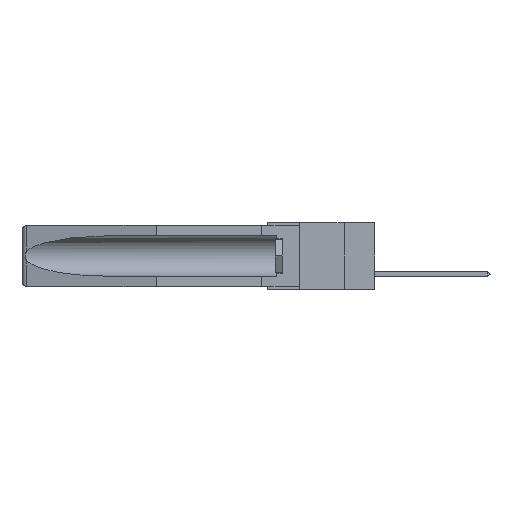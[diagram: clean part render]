
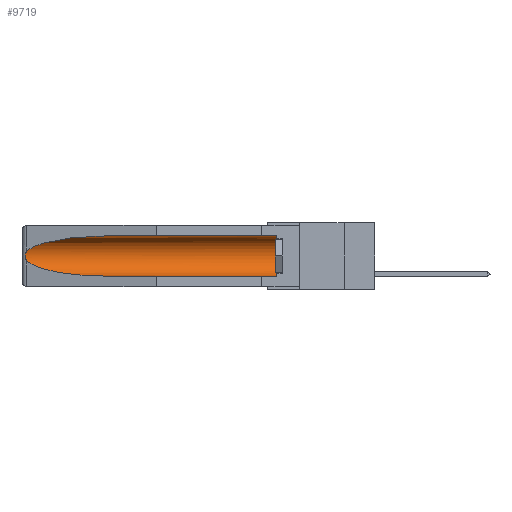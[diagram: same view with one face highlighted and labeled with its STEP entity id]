
A CAD part, left-side view. The second image highlights one B-rep face of the part: STEP entity #9719.
In plain terms, the highlighted cylindrical face has radius 2.857 mm (diameter 5.715 mm), a partial arc.
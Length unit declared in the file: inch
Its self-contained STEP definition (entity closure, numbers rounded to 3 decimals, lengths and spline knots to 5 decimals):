
#713 = CARTESIAN_POINT ( 'NONE',  ( 0.155, 1.07973, -0.284 ) ) ;
#1763 = VERTEX_POINT ( 'NONE', #29826 ) ;
#3089 = VERTEX_POINT ( 'NONE', #8751 ) ;
#3818 = CARTESIAN_POINT ( 'NONE',  ( 0.25451, 1.48313, -0.09465 ) ) ;
#3905 = DIRECTION ( 'NONE',  ( 0., -1., 0. ) ) ;
#4052 = ORIENTED_EDGE ( 'NONE', *, *, #23510, .T. ) ;
#5005 = CARTESIAN_POINT ( 'NONE',  ( 0.155, -0.30754, -0.059 ) ) ;
#5072 = EDGE_CURVE ( 'NONE', #22864, #1763, #14200, .T. ) ;
#5133 = DIRECTION ( 'NONE',  ( 0., 1., 0. ) ) ;
#5584 = CARTESIAN_POINT ( 'NONE',  ( 0.25451, 1.48313, -0.24835 ) ) ;
#6766 = VERTEX_POINT ( 'NONE', #7201 ) ;
#7201 = CARTESIAN_POINT ( 'NONE',  ( 0.155, 1.07973, -0.059 ) ) ;
#8036 = ORIENTED_EDGE ( 'NONE', *, *, #5072, .F. ) ;
#8112 = CARTESIAN_POINT ( 'NONE',  ( 0.21114, 1.30732, -0.284 ) ) ;
#8751 = CARTESIAN_POINT ( 'NONE',  ( 0.26537, 1.52718, -0.19328 ) ) ;
#9719 = ADVANCED_FACE ( 'NONE', ( #28194 ), #12871, .F. ) ;
#12272 = CARTESIAN_POINT ( 'NONE',  ( 0.155, -0.30754, -0.284 ) ) ;
#12423 = EDGE_CURVE ( 'NONE', #22864, #15903, #17431, .T. ) ;
#12871 = CYLINDRICAL_SURFACE ( 'NONE', #14472, 0.1125 ) ;
#13165 = LINE ( 'NONE', #5005, #20600 ) ;
#13734 = CARTESIAN_POINT ( 'NONE',  ( 0.2675, 1.53308, -0.16763 ) ) ;
#13908 = DIRECTION ( 'NONE',  ( 0., 0., 1. ) ) ;
#14038 = CARTESIAN_POINT ( 'NONE',  ( 0.155, 1.07973, -0.059 ) ) ;
#14200 = LINE ( 'NONE', #12272, #17328 ) ;
#14259 = CARTESIAN_POINT ( 'NONE',  ( 0.155, -0.30754, -0.1715 ) ) ;
#14290 = CARTESIAN_POINT ( 'NONE',  ( 0.2675, 1.53308, -0.17534 ) ) ;
#14372 = DIRECTION ( 'NONE',  ( 0., 0., 1. ) ) ;
#14472 = AXIS2_PLACEMENT_3D ( 'NONE', #14259, #24338, #14372 ) ;
#15457 = CARTESIAN_POINT ( 'NONE',  ( 0.26537, 1.52718, -0.19328 ) ) ;
#15854 = CARTESIAN_POINT ( 'NONE',  ( 0.26654, 1.53092, -0.15636 ) ) ;
#15903 = VERTEX_POINT ( 'NONE', #21919 ) ;
#17328 = VECTOR ( 'NONE', #5133, 39.37008 ) ;
#17431 = CIRCLE ( 'NONE', #24612, 0.1125 ) ;
#17966 = EDGE_CURVE ( 'NONE', #15903, #6766, #13165, .T. ) ;
#19189 =( BOUNDED_CURVE ( )  B_SPLINE_CURVE ( 3, ( #14038, #28757, #3818, #21354 ),
 .UNSPECIFIED., .F., .F. ) 
 B_SPLINE_CURVE_WITH_KNOTS ( ( 4, 4 ),
 ( 4.71239, 6.08839 ),
 .UNSPECIFIED. ) 
 CURVE ( )  GEOMETRIC_REPRESENTATION_ITEM ( )  RATIONAL_B_SPLINE_CURVE ( ( 1., 0.848, 0.848, 1. ) ) 
 REPRESENTATION_ITEM ( '' )  );
#19305 = CARTESIAN_POINT ( 'NONE',  ( 0.26597, 1.5296, -0.19026 ) ) ;
#20600 = VECTOR ( 'NONE', #24979, 39.37008 ) ;
#21354 = CARTESIAN_POINT ( 'NONE',  ( 0.26537, 1.52718, -0.14972 ) ) ;
#21492 = CARTESIAN_POINT ( 'NONE',  ( 0.26537, 1.52718, -0.19328 ) ) ;
#21919 = CARTESIAN_POINT ( 'NONE',  ( 0.155, 0.126, -0.059 ) ) ;
#22236 = CARTESIAN_POINT ( 'NONE',  ( 0.26537, 1.52718, -0.14972 ) ) ;
#22388 = CARTESIAN_POINT ( 'NONE',  ( 0.26655, 1.53094, -0.18657 ) ) ;
#22848 = EDGE_LOOP ( 'NONE', ( #23609, #4052, #32551, #8036, #31698, #23378 ) ) ;
#22864 = VERTEX_POINT ( 'NONE', #30887 ) ;
#23290 = CARTESIAN_POINT ( 'NONE',  ( 0.26537, 1.52718, -0.14972 ) ) ;
#23378 = ORIENTED_EDGE ( 'NONE', *, *, #17966, .T. ) ;
#23510 = EDGE_CURVE ( 'NONE', #26562, #3089, #28067, .T. ) ;
#23609 = ORIENTED_EDGE ( 'NONE', *, *, #23987, .T. ) ;
#23987 = EDGE_CURVE ( 'NONE', #6766, #26562, #19189, .T. ) ;
#24338 = DIRECTION ( 'NONE',  ( 0., 1., 0. ) ) ;
#24612 = AXIS2_PLACEMENT_3D ( 'NONE', #31710, #3905, #13908 ) ;
#24979 = DIRECTION ( 'NONE',  ( 0., 1., 0. ) ) ;
#26562 = VERTEX_POINT ( 'NONE', #22236 ) ;
#26795 = EDGE_CURVE ( 'NONE', #3089, #1763, #29069, .T. ) ;
#28030 = CARTESIAN_POINT ( 'NONE',  ( 0.26597, 1.52961, -0.15275 ) ) ;
#28067 = B_SPLINE_CURVE_WITH_KNOTS ( 'NONE', 3,
 ( #23290, #28030, #15854, #30564, #13734, #14290, #29346, #22388, #19305, #21492 ),
 .UNSPECIFIED., .F., .F.,
 ( 4, 2, 2, 2, 4 ),
 ( 0., 0.00029, 0.00058, 0.00087, 0.00117 ),
 .UNSPECIFIED. ) ;
#28194 = FACE_OUTER_BOUND ( 'NONE', #22848, .T. ) ;
#28757 = CARTESIAN_POINT ( 'NONE',  ( 0.21114, 1.30732, -0.059 ) ) ;
#29069 =( BOUNDED_CURVE ( )  B_SPLINE_CURVE ( 3, ( #15457, #5584, #8112, #713 ),
 .UNSPECIFIED., .F., .F. ) 
 B_SPLINE_CURVE_WITH_KNOTS ( ( 4, 4 ),
 ( 0.1948, 1.5708 ),
 .UNSPECIFIED. ) 
 CURVE ( )  GEOMETRIC_REPRESENTATION_ITEM ( )  RATIONAL_B_SPLINE_CURVE ( ( 1., 0.848, 0.848, 1. ) ) 
 REPRESENTATION_ITEM ( '' )  );
#29346 = CARTESIAN_POINT ( 'NONE',  ( 0.2673, 1.53269, -0.17917 ) ) ;
#29826 = CARTESIAN_POINT ( 'NONE',  ( 0.155, 1.07973, -0.284 ) ) ;
#30564 = CARTESIAN_POINT ( 'NONE',  ( 0.2673, 1.5327, -0.16383 ) ) ;
#30887 = CARTESIAN_POINT ( 'NONE',  ( 0.155, 0.126, -0.284 ) ) ;
#31698 = ORIENTED_EDGE ( 'NONE', *, *, #12423, .T. ) ;
#31710 = CARTESIAN_POINT ( 'NONE',  ( 0.155, 0.126, -0.1715 ) ) ;
#32551 = ORIENTED_EDGE ( 'NONE', *, *, #26795, .T. ) ;
